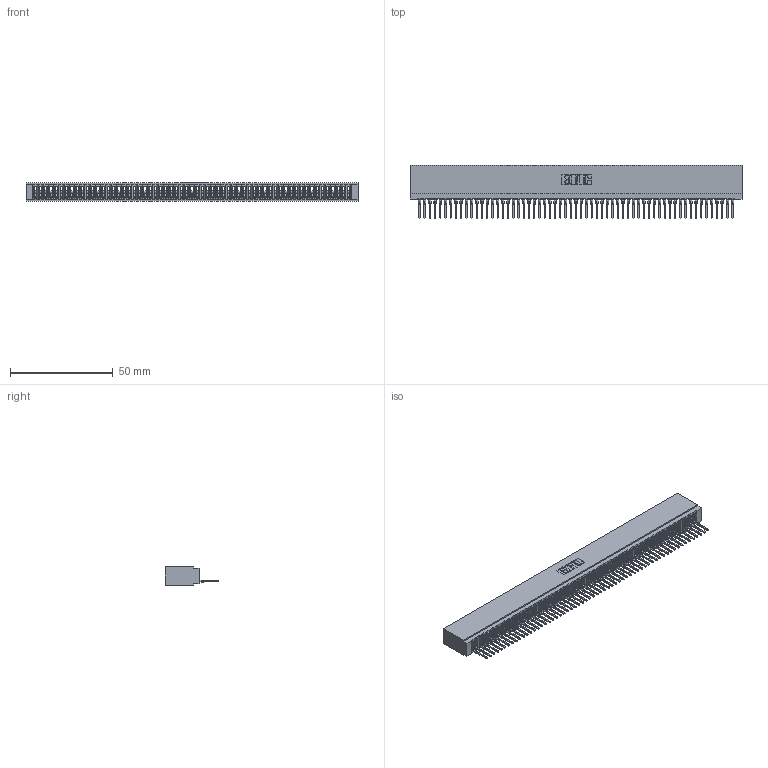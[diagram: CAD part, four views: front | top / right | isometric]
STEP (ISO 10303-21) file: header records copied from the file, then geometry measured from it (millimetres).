
FILE_DESCRIPTION (( 'STEP AP203' ), '1' );
FILE_NAME ('745-061-522-101.STEP', '2026-02-25T23:44:36', ( '' ), ( '' ), 'SwSTEP 2.0', 'SolidWorks 2023', '' );
FILE_SCHEMA (( 'CONFIG_CONTROL_DESIGN' ));
Length unit declared in the file: millimetre
Products named in the file (3): 745 Part_Insulator Option - 01; 745-061-522-101; 745-292-001_522
Assembly tree (62 placements, depth 2):
  745-061-522-101
    745 Part_Insulator Option - 01
    745-292-001_522  x61
Bounding box: 161.54 x 25.92 x 8.89 mm (x, y, z)
Volume: 13900.8 mm3; surface area: 26432.7 mm2
Topology: 62 solids, 62 shells, 6927 faces, 19046 edges, 12006 vertices
Faces by surface type: plane 4142, bspline 1220, cylinder 1199, torus 366
Entity records: 98149 total; most frequent: CARTESIAN_POINT 17798, ORIENTED_EDGE 17332, DIRECTION 15002, EDGE_CURVE 8666, VECTOR 8118, LINE 8118, VERTEX_POINT 5526, AXIS2_PLACEMENT_3D 3442
